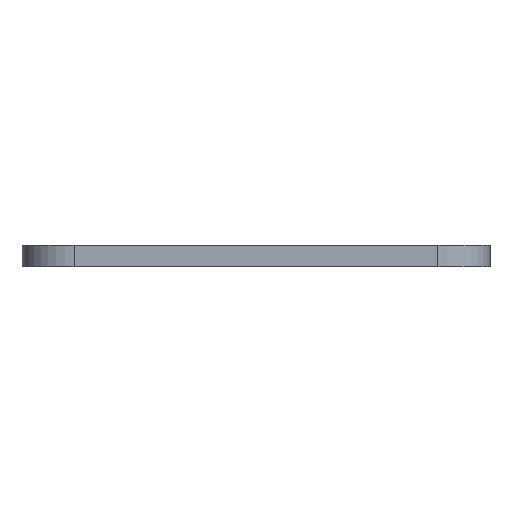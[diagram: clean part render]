
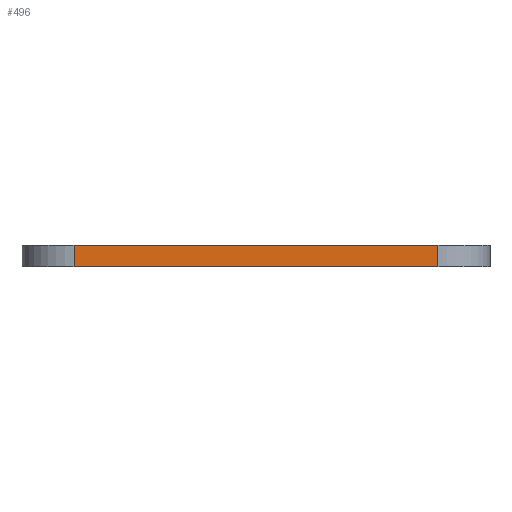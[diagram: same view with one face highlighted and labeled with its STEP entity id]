
A CAD part, left-side view. The second image highlights one B-rep face of the part: STEP entity #496.
In plain terms, the highlighted planar face has unit normal (-1, 0, 0).
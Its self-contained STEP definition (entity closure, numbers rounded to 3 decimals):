
#121 = EDGE_CURVE ( 'NONE', #1704, #1701, #1539, .T. ) ;
#122 = EDGE_CURVE ( 'NONE', #1701, #1698, #1542, .T. ) ;
#123 = EDGE_CURVE ( 'NONE', #1699, #1698, #1537, .T. ) ;
#124 = EDGE_CURVE ( 'NONE', #1699, #1704, #1540, .T. ) ;
#427 = FACE_OUTER_BOUND ( 'NONE', #2111, .T. ) ;
#496 = ADVANCED_FACE ( 'NONE', ( #427 ), #1293, .F. ) ;
#583 = AXIS2_PLACEMENT_3D ( 'NONE', #1291, #1296, #1297 ) ;
#1040 = CARTESIAN_POINT ( 'NONE',  ( -30., 17.5, 0. ) ) ;
#1044 = CARTESIAN_POINT ( 'NONE',  ( -30., -17.5, 0. ) ) ;
#1047 = CARTESIAN_POINT ( 'NONE',  ( -30., 17.5, 2.032 ) ) ;
#1048 = CARTESIAN_POINT ( 'NONE',  ( -30., -17.5, 2.032 ) ) ;
#1291 = CARTESIAN_POINT ( 'NONE',  ( -30., -22.5, 2.032 ) ) ;
#1293 = PLANE ( 'NONE',  #583 ) ;
#1296 = DIRECTION ( 'NONE',  ( 1., 0., 0. ) ) ;
#1297 = DIRECTION ( 'NONE',  ( 0., 0., -1. ) ) ;
#1532 = VECTOR ( 'NONE', #2269, 1000. ) ;
#1534 = VECTOR ( 'NONE', #2270, 1000. ) ;
#1536 = VECTOR ( 'NONE', #2273, 1000. ) ;
#1537 = LINE ( 'NONE', #2272, #1534 ) ;
#1538 = VECTOR ( 'NONE', #2275, 1000. ) ;
#1539 = LINE ( 'NONE', #2287, #1538 ) ;
#1540 = LINE ( 'NONE', #2277, #1532 ) ;
#1542 = LINE ( 'NONE', #2285, #1536 ) ;
#1698 = VERTEX_POINT ( 'NONE', #1048 ) ;
#1699 = VERTEX_POINT ( 'NONE', #1047 ) ;
#1701 = VERTEX_POINT ( 'NONE', #1044 ) ;
#1704 = VERTEX_POINT ( 'NONE', #1040 ) ;
#2111 = EDGE_LOOP ( 'NONE', ( #2362, #2363, #2364, #2366 ) ) ;
#2269 = DIRECTION ( 'NONE',  ( 0., 0., -1. ) ) ;
#2270 = DIRECTION ( 'NONE',  ( 0., -1., 0. ) ) ;
#2272 = CARTESIAN_POINT ( 'NONE',  ( -30., -22.5, 2.032 ) ) ;
#2273 = DIRECTION ( 'NONE',  ( 0., 0., 1. ) ) ;
#2275 = DIRECTION ( 'NONE',  ( 0., -1., 0. ) ) ;
#2277 = CARTESIAN_POINT ( 'NONE',  ( -30., 17.5, 2.032 ) ) ;
#2285 = CARTESIAN_POINT ( 'NONE',  ( -30., -17.5, 2.032 ) ) ;
#2287 = CARTESIAN_POINT ( 'NONE',  ( -30., -22.5, 0. ) ) ;
#2362 = ORIENTED_EDGE ( 'NONE', *, *, #121, .T. ) ;
#2363 = ORIENTED_EDGE ( 'NONE', *, *, #122, .T. ) ;
#2364 = ORIENTED_EDGE ( 'NONE', *, *, #123, .F. ) ;
#2366 = ORIENTED_EDGE ( 'NONE', *, *, #124, .T. ) ;
